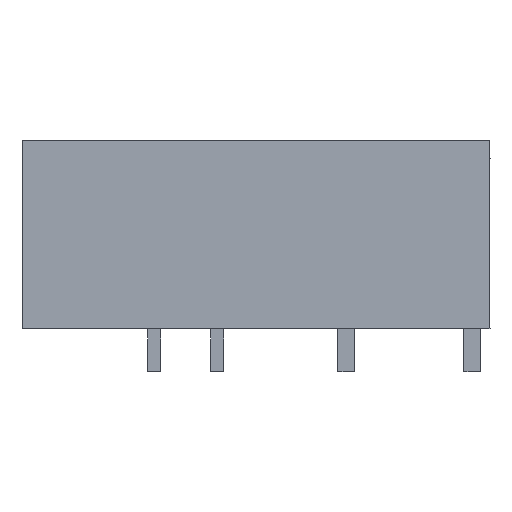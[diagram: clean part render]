
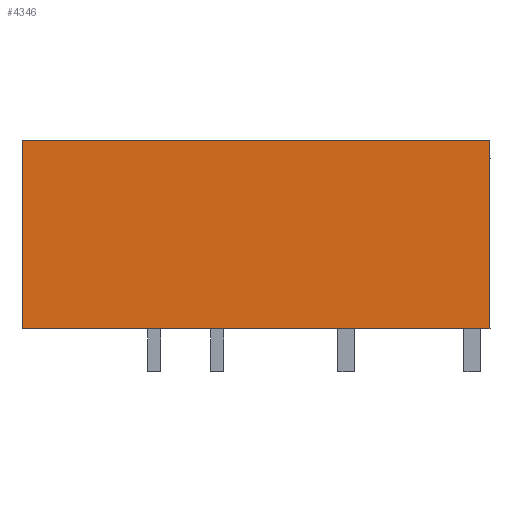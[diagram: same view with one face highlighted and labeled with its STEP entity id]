
A CAD part, left-side view. The second image highlights one B-rep face of the part: STEP entity #4346.
In plain terms, the highlighted planar face has unit normal (-1, 0, 0).
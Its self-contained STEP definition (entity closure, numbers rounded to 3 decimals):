
#4333=AXIS2_PLACEMENT_3D('Plane Axis2P3D',#4330,#4331,#4332) ;
#1460=CARTESIAN_POINT('Vertex',(0.,0.,14.)) ;
#1463=CARTESIAN_POINT('Line Origine',(0.,0.,8.3)) ;
#1467=CARTESIAN_POINT('Vertex',(0.,0.,2.6)) ;
#1531=CARTESIAN_POINT('Line Origine',(0.,14.15,2.6)) ;
#1535=CARTESIAN_POINT('Vertex',(0.,28.3,2.6)) ;
#3694=CARTESIAN_POINT('Line Origine',(0.,28.3,8.3)) ;
#3698=CARTESIAN_POINT('Vertex',(0.,28.3,14.)) ;
#4330=CARTESIAN_POINT('Axis2P3D Location',(0.,0.,17.5)) ;
#4335=CARTESIAN_POINT('Line Origine',(0.,14.15,14.)) ;
#1464=DIRECTION('Vector Direction',(0.,0.,-1.)) ;
#1532=DIRECTION('Vector Direction',(0.,-1.,0.)) ;
#3695=DIRECTION('Vector Direction',(0.,0.,1.)) ;
#4331=DIRECTION('Axis2P3D Direction',(-1.,0.,0.)) ;
#4332=DIRECTION('Axis2P3D XDirection',(0.,1.,0.)) ;
#4336=DIRECTION('Vector Direction',(0.,-1.,0.)) ;
#1465=VECTOR('Line Direction',#1464,1.) ;
#1533=VECTOR('Line Direction',#1532,1.) ;
#3696=VECTOR('Line Direction',#3695,1.) ;
#4337=VECTOR('Line Direction',#4336,1.) ;
#4341=ORIENTED_EDGE('',*,*,#4339,.F.) ;
#4342=ORIENTED_EDGE('',*,*,#3700,.F.) ;
#4343=ORIENTED_EDGE('',*,*,#1537,.T.) ;
#4344=ORIENTED_EDGE('',*,*,#1469,.T.) ;
#4346=ADVANCED_FACE('model',(#4345),#4334,.T.) ;
#1469=EDGE_CURVE('',#1468,#1461,#1466,.F.) ;
#1537=EDGE_CURVE('',#1536,#1468,#1534,.T.) ;
#3700=EDGE_CURVE('',#1536,#3699,#3697,.T.) ;
#4339=EDGE_CURVE('',#3699,#1461,#4338,.T.) ;
#4340=EDGE_LOOP('',(#4341,#4342,#4343,#4344)) ;
#4345=FACE_OUTER_BOUND('',#4340,.T.) ;
#1466=LINE('Line',#1463,#1465) ;
#1534=LINE('Line',#1531,#1533) ;
#3697=LINE('Line',#3694,#3696) ;
#4338=LINE('Line',#4335,#4337) ;
#4334=PLANE('',#4333) ;
#1461=VERTEX_POINT('',#1460) ;
#1468=VERTEX_POINT('',#1467) ;
#1536=VERTEX_POINT('',#1535) ;
#3699=VERTEX_POINT('',#3698) ;
